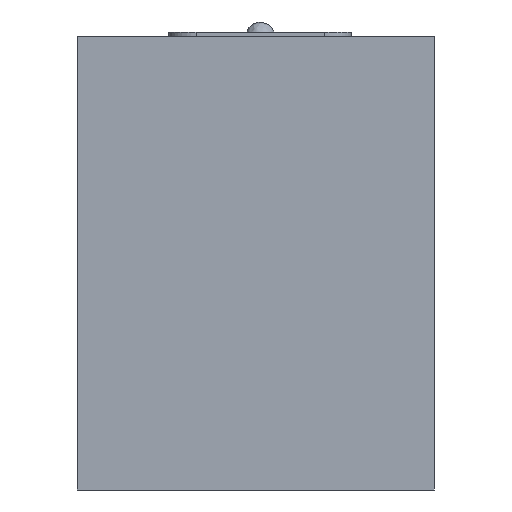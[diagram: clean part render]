
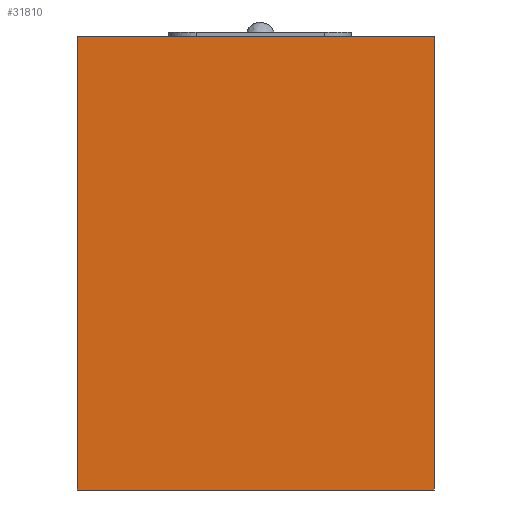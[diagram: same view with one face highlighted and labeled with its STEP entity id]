
A CAD part, left-side view. The second image highlights one B-rep face of the part: STEP entity #31810.
In plain terms, the highlighted planar face has unit normal (-1, 0, 0).
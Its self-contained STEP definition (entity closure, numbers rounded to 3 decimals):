
#1187 = CARTESIAN_POINT ( 'NONE',  ( -86.317, 20., 24.75 ) ) ;
#1682 = FACE_OUTER_BOUND ( 'NONE', #34565, .T. ) ;
#2449 = ORIENTED_EDGE ( 'NONE', *, *, #28190, .F. ) ;
#4780 = DIRECTION ( 'NONE',  ( 0., -1., 0. ) ) ;
#5876 = EDGE_CURVE ( 'NONE', #31930, #26054, #26624, .T. ) ;
#7497 = ORIENTED_EDGE ( 'NONE', *, *, #5876, .T. ) ;
#8299 = ORIENTED_EDGE ( 'NONE', *, *, #33596, .T. ) ;
#10088 = DIRECTION ( 'NONE',  ( 1., 0., 0. ) ) ;
#10141 = LINE ( 'NONE', #10490, #10623 ) ;
#10490 = CARTESIAN_POINT ( 'NONE',  ( -86.317, 20., 24.75 ) ) ;
#10623 = VECTOR ( 'NONE', #4780, 1000. ) ;
#11060 = VECTOR ( 'NONE', #19220, 1000. ) ;
#11734 = DIRECTION ( 'NONE',  ( 0., 0., -1. ) ) ;
#12277 = CARTESIAN_POINT ( 'NONE',  ( -86.317, -19., -24.75 ) ) ;
#15012 = AXIS2_PLACEMENT_3D ( 'NONE', #29320, #10088, #15272 ) ;
#15014 = VECTOR ( 'NONE', #11734, 1000. ) ;
#15272 = DIRECTION ( 'NONE',  ( 0., 0., -1. ) ) ;
#19220 = DIRECTION ( 'NONE',  ( 0., 0., -1. ) ) ;
#19290 = EDGE_CURVE ( 'NONE', #24914, #23191, #10141, .T. ) ;
#20797 = CARTESIAN_POINT ( 'NONE',  ( -86.317, -19., 24.75 ) ) ;
#22842 = ORIENTED_EDGE ( 'NONE', *, *, #19290, .F. ) ;
#23191 = VERTEX_POINT ( 'NONE', #20797 ) ;
#23280 = CARTESIAN_POINT ( 'NONE',  ( -86.317, 0.5, -24.75 ) ) ;
#24914 = VERTEX_POINT ( 'NONE', #1187 ) ;
#25547 = CARTESIAN_POINT ( 'NONE',  ( -86.317, 20., -24.75 ) ) ;
#26054 = VERTEX_POINT ( 'NONE', #12277 ) ;
#26624 = LINE ( 'NONE', #23280, #33100 ) ;
#28190 = EDGE_CURVE ( 'NONE', #23191, #26054, #30769, .T. ) ;
#29320 = CARTESIAN_POINT ( 'NONE',  ( -86.317, 20., 24.75 ) ) ;
#30252 = CARTESIAN_POINT ( 'NONE',  ( -86.317, -19., 24.75 ) ) ;
#30769 = LINE ( 'NONE', #30252, #15014 ) ;
#31080 = LINE ( 'NONE', #33946, #11060 ) ;
#31810 = ADVANCED_FACE ( 'NONE', ( #1682 ), #34863, .F. ) ;
#31930 = VERTEX_POINT ( 'NONE', #25547 ) ;
#33100 = VECTOR ( 'NONE', #34127, 1000. ) ;
#33596 = EDGE_CURVE ( 'NONE', #24914, #31930, #31080, .T. ) ;
#33946 = CARTESIAN_POINT ( 'NONE',  ( -86.317, 20., 24.75 ) ) ;
#34127 = DIRECTION ( 'NONE',  ( 0., -1., 0. ) ) ;
#34565 = EDGE_LOOP ( 'NONE', ( #2449, #22842, #8299, #7497 ) ) ;
#34863 = PLANE ( 'NONE',  #15012 ) ;
